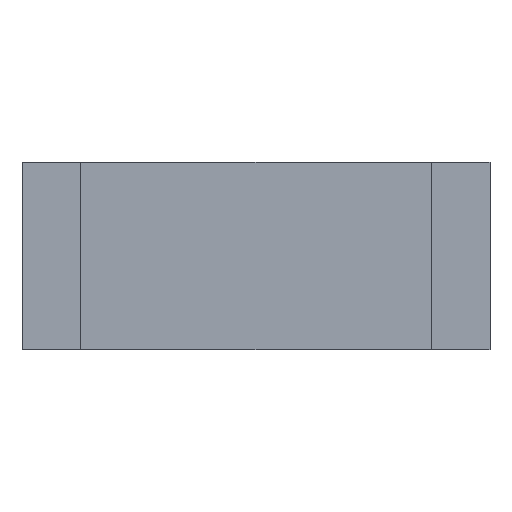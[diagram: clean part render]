
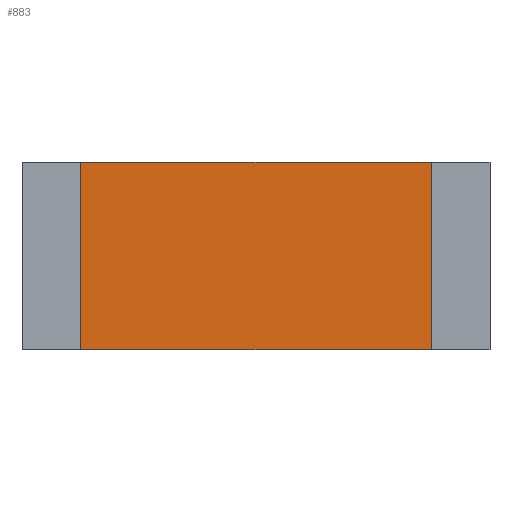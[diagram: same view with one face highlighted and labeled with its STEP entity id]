
A CAD part, front view. The second image highlights one B-rep face of the part: STEP entity #883.
In plain terms, the highlighted planar face has unit normal (0, -1, 0).
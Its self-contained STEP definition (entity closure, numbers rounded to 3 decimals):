
#99=FACE_OUTER_BOUND('',#145,.T.);
#145=EDGE_LOOP('',(#749,#750,#751,#752));
#224=LINE('',#1481,#322);
#233=LINE('',#1501,#331);
#242=LINE('',#1519,#340);
#243=LINE('',#1520,#341);
#322=VECTOR('',#1068,10.);
#331=VECTOR('',#1085,10.);
#340=VECTOR('',#1104,10.);
#341=VECTOR('',#1105,10.);
#417=VERTEX_POINT('',#1478);
#418=VERTEX_POINT('',#1480);
#425=VERTEX_POINT('',#1500);
#429=VERTEX_POINT('',#1518);
#531=EDGE_CURVE('',#418,#417,#224,.T.);
#541=EDGE_CURVE('',#417,#425,#233,.T.);
#550=EDGE_CURVE('',#429,#425,#242,.T.);
#551=EDGE_CURVE('',#418,#429,#243,.T.);
#749=ORIENTED_EDGE('',*,*,#550,.F.);
#750=ORIENTED_EDGE('',*,*,#551,.F.);
#751=ORIENTED_EDGE('',*,*,#531,.T.);
#752=ORIENTED_EDGE('',*,*,#541,.T.);
#837=PLANE('',#941);
#883=ADVANCED_FACE('',(#99),#837,.T.);
#941=AXIS2_PLACEMENT_3D('',#1517,#1102,#1103);
#1068=DIRECTION('',(1.,0.,0.));
#1085=DIRECTION('',(0.,0.,1.));
#1102=DIRECTION('center_axis',(0.,-1.,0.));
#1103=DIRECTION('ref_axis',(1.,0.,0.));
#1104=DIRECTION('',(1.,0.,0.));
#1105=DIRECTION('',(0.,0.,1.));
#1478=CARTESIAN_POINT('',(7.5,-30.,-4.));
#1480=CARTESIAN_POINT('',(-7.5,-30.,-4.));
#1481=CARTESIAN_POINT('',(7.5,-30.,-4.));
#1500=CARTESIAN_POINT('',(7.5,-30.,4.));
#1501=CARTESIAN_POINT('',(7.5,-30.,0.));
#1517=CARTESIAN_POINT('Origin',(-7.5,-30.,0.));
#1518=CARTESIAN_POINT('',(-7.5,-30.,4.));
#1519=CARTESIAN_POINT('',(-7.5,-30.,4.));
#1520=CARTESIAN_POINT('',(-7.5,-30.,0.));
